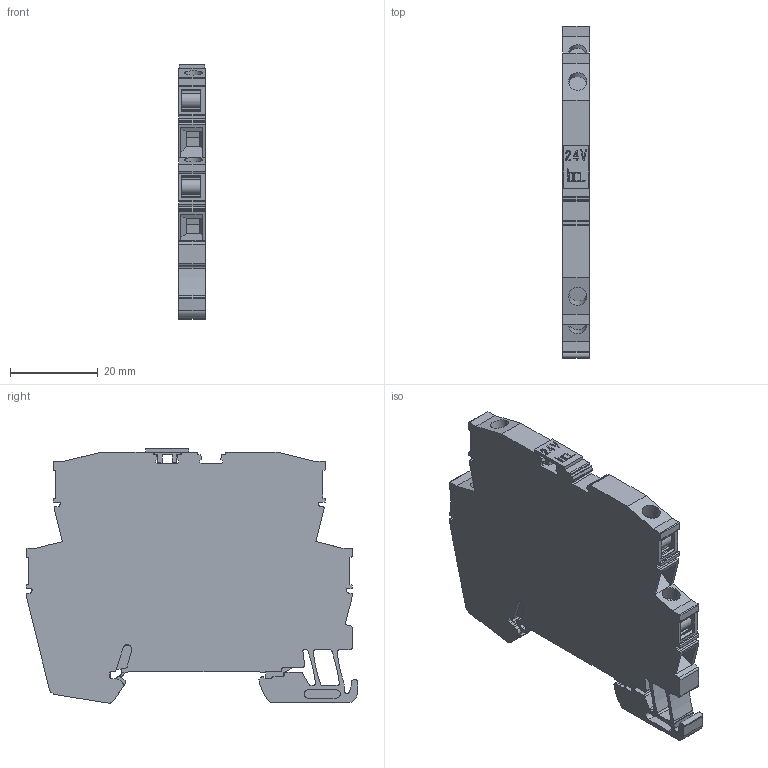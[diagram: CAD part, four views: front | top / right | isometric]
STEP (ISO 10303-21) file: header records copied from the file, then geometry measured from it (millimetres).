
FILE_DESCRIPTION(('CATIA V5 STEP Exchange','CAx-IF Rec.Pracs.--- Model Styling and Organization---1.5--- 2016-08-15','CAx-IF Rec.Pracs.---Supplemental Geometry---1.0---2011-11-01','CAx-IF Rec.Pracs.--- Composite Materials ---1.1---2010-07-15'),'2;1');
FILE_NAME ('9523850_3', '2025-09-23T06:50:35+00:00', ('none'), ('Weidmueller'), 'CATIA Version 5-6 Release 2024 SP4', 'CATIA V5 STEP AP214 v3', 'none');
FILE_SCHEMA(('AUTOMOTIVE_DESIGN { 1 0 10303 214 1 1 1 1 }'));
Length unit declared in the file: millimetre
Products named in the file (1): 1063890000
Bounding box: 6.1 x 75.7 x 58.04 mm (x, y, z)
Volume: 15009.1 mm3; surface area: 15422.7 mm2
Topology: 8 solids, 8 shells, 764 faces, 2194 edges, 1466 vertices
Faces by surface type: plane 514, cylinder 244, extrusion 6
Entity records: 24223 total; most frequent: CARTESIAN_POINT 4749, ORIENTED_EDGE 4388, DIRECTION 3391, EDGE_CURVE 2194, VECTOR 1674, LINE 1668, VERTEX_POINT 1466, AXIS2_PLACEMENT_3D 1096
